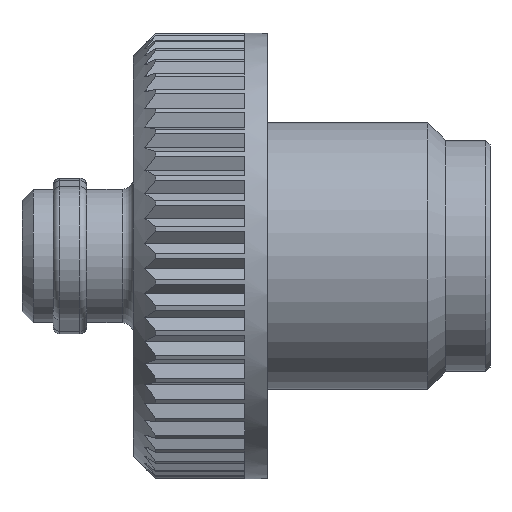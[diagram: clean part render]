
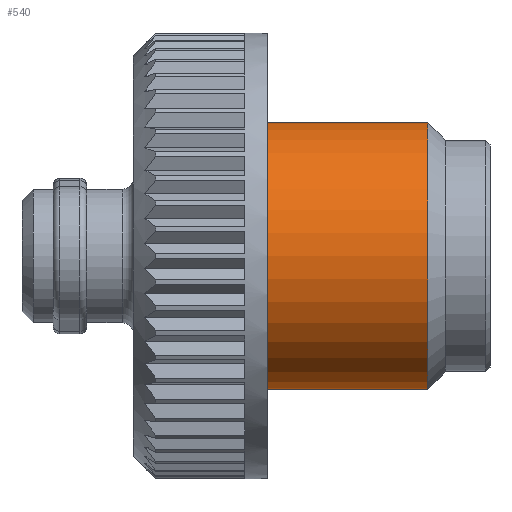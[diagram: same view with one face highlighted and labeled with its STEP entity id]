
A CAD part, top view. The second image highlights one B-rep face of the part: STEP entity #540.
In plain terms, the highlighted cylindrical face has radius 6 mm (diameter 12 mm), a full revolution.
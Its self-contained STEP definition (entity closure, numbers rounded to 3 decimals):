
#540=ADVANCED_FACE('',(#786,#787),#758,.T.);
#758=CYLINDRICAL_SURFACE('',#4114,6.);
#786=FACE_BOUND('',#832,.T.);
#787=FACE_BOUND('',#833,.T.);
#832=EDGE_LOOP('',(#1286));
#833=EDGE_LOOP('',(#1287));
#1286=ORIENTED_EDGE('',*,*,#2839,.T.);
#1287=ORIENTED_EDGE('',*,*,#2838,.F.);
#2450=VERTEX_POINT('',#5926);
#2451=VERTEX_POINT('',#5929);
#2838=EDGE_CURVE('',#2450,#2450,#3931,.T.);
#2839=EDGE_CURVE('',#2451,#2451,#3932,.T.);
#3931=CIRCLE('',#4111,6.);
#3932=CIRCLE('',#4113,6.);
#4111=AXIS2_PLACEMENT_3D('',#5925,#4726,#4727);
#4113=AXIS2_PLACEMENT_3D('',#5928,#4730,#4731);
#4114=AXIS2_PLACEMENT_3D('',#5930,#4732,#4733);
#4726=DIRECTION('',(-1.,0.,0.));
#4727=DIRECTION('',(0.,0.,1.));
#4730=DIRECTION('',(-1.,0.,0.));
#4731=DIRECTION('',(0.,0.,1.));
#4732=DIRECTION('',(-1.,0.,0.));
#4733=DIRECTION('',(0.,0.,1.));
#5925=CARTESIAN_POINT('',(6.,0.,0.));
#5926=CARTESIAN_POINT('',(6.,0.,6.));
#5928=CARTESIAN_POINT('',(13.2,0.,0.));
#5929=CARTESIAN_POINT('',(13.2,0.,6.));
#5930=CARTESIAN_POINT('',(0.,0.,0.));
